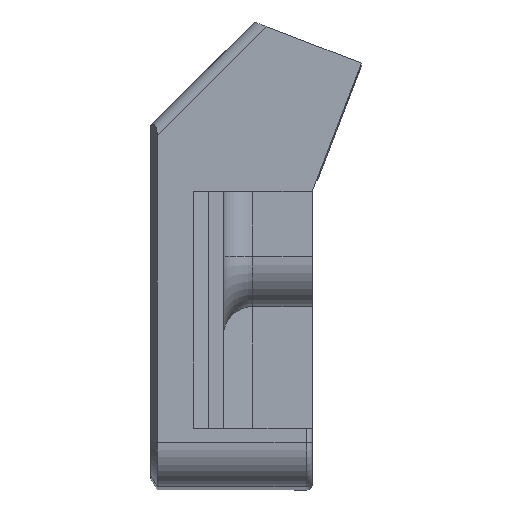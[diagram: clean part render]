
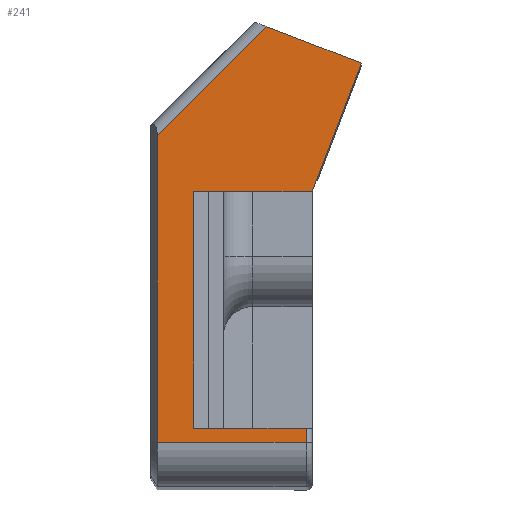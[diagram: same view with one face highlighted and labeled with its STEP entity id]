
A CAD part, top view. The second image highlights one B-rep face of the part: STEP entity #241.
In plain terms, the highlighted planar face has unit normal (0, 0, 1).
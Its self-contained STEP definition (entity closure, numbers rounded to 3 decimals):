
#40 = LINE ( 'NONE', #1142, #3431 ) ;
#62 = VECTOR ( 'NONE', #3354, 1000. ) ;
#195 = VERTEX_POINT ( 'NONE', #2640 ) ;
#203 = VERTEX_POINT ( 'NONE', #1473 ) ;
#241 = ADVANCED_FACE ( 'NONE', ( #3691 ), #3045, .F. ) ;
#367 = DIRECTION ( 'NONE',  ( 0., 1., 0. ) ) ;
#416 = VERTEX_POINT ( 'NONE', #4390 ) ;
#544 = VECTOR ( 'NONE', #4129, 1000. ) ;
#708 = CARTESIAN_POINT ( 'NONE',  ( 0., 9.972, 65.5 ) ) ;
#760 = EDGE_CURVE ( 'NONE', #416, #3209, #1508, .T. ) ;
#815 = EDGE_CURVE ( 'NONE', #2228, #203, #3743, .T. ) ;
#943 = VECTOR ( 'NONE', #3879, 1000. ) ;
#1111 = DIRECTION ( 'NONE',  ( 0., 1., 0. ) ) ;
#1115 = CARTESIAN_POINT ( 'NONE',  ( -4., 9.972, 65.5 ) ) ;
#1142 = CARTESIAN_POINT ( 'NONE',  ( -5.227, 0., 65.5 ) ) ;
#1143 = DIRECTION ( 'NONE',  ( -1., 0., 0. ) ) ;
#1389 = CARTESIAN_POINT ( 'NONE',  ( -1.544, 15.531, 65.5 ) ) ;
#1430 = VECTOR ( 'NONE', #3247, 1000. ) ;
#1473 = CARTESIAN_POINT ( 'NONE',  ( 1.661, 14.3, 65.5 ) ) ;
#1508 = LINE ( 'NONE', #1871, #2602 ) ;
#1569 = CARTESIAN_POINT ( 'NONE',  ( -3.5, 9.972, 65.5 ) ) ;
#1596 = CARTESIAN_POINT ( 'NONE',  ( 0., 9.972, 65.5 ) ) ;
#1603 = ORIENTED_EDGE ( 'NONE', *, *, #3113, .T. ) ;
#1661 = EDGE_CURVE ( 'NONE', #4680, #2228, #3534, .T. ) ;
#1721 = ORIENTED_EDGE ( 'NONE', *, *, #2603, .T. ) ;
#1788 = ORIENTED_EDGE ( 'NONE', *, *, #2846, .T. ) ;
#1841 = LINE ( 'NONE', #2619, #4497 ) ;
#1871 = CARTESIAN_POINT ( 'NONE',  ( -0.2, 0., 65.5 ) ) ;
#1965 = LINE ( 'NONE', #4235, #3834 ) ;
#2080 = VERTEX_POINT ( 'NONE', #2468 ) ;
#2110 = EDGE_CURVE ( 'NONE', #195, #416, #3293, .T. ) ;
#2119 = ORIENTED_EDGE ( 'NONE', *, *, #815, .T. ) ;
#2199 = CARTESIAN_POINT ( 'NONE',  ( 0., 0., 65.5 ) ) ;
#2211 = VECTOR ( 'NONE', #3426, 1000. ) ;
#2228 = VERTEX_POINT ( 'NONE', #1596 ) ;
#2327 = ORIENTED_EDGE ( 'NONE', *, *, #1661, .T. ) ;
#2375 = LINE ( 'NONE', #2724, #943 ) ;
#2412 = VERTEX_POINT ( 'NONE', #1389 ) ;
#2468 = CARTESIAN_POINT ( 'NONE',  ( -5.227, 11.847, 65.5 ) ) ;
#2536 = CARTESIAN_POINT ( 'NONE',  ( -4.945, 12.13, 65.5 ) ) ;
#2602 = VECTOR ( 'NONE', #1111, 1000. ) ;
#2603 = EDGE_CURVE ( 'NONE', #3209, #3618, #2375, .T. ) ;
#2619 = CARTESIAN_POINT ( 'NONE',  ( -4., 9.972, 65.5 ) ) ;
#2640 = CARTESIAN_POINT ( 'NONE',  ( -5.227, 1.5, 65.5 ) ) ;
#2724 = CARTESIAN_POINT ( 'NONE',  ( 0., 1.973, 65.5 ) ) ;
#2740 = CARTESIAN_POINT ( 'NONE',  ( -0.2, 1.973, 65.5 ) ) ;
#2842 = CARTESIAN_POINT ( 'NONE',  ( 0., 1.5, 65.5 ) ) ;
#2846 = EDGE_CURVE ( 'NONE', #3618, #4680, #1841, .T. ) ;
#3045 = PLANE ( 'NONE',  #4800 ) ;
#3048 = DIRECTION ( 'NONE',  ( -0.934, 0.358, 0. ) ) ;
#3113 = EDGE_CURVE ( 'NONE', #2412, #2080, #4401, .T. ) ;
#3195 = EDGE_LOOP ( 'NONE', ( #3667, #1603, #4336, #3924, #3369, #1721, #1788, #2327, #2119 ) ) ;
#3209 = VERTEX_POINT ( 'NONE', #2740 ) ;
#3247 = DIRECTION ( 'NONE',  ( 1., 0., 0. ) ) ;
#3293 = LINE ( 'NONE', #2842, #1430 ) ;
#3354 = DIRECTION ( 'NONE',  ( 0.358, 0.934, 0. ) ) ;
#3369 = ORIENTED_EDGE ( 'NONE', *, *, #760, .T. ) ;
#3426 = DIRECTION ( 'NONE',  ( 1., 0., 0. ) ) ;
#3431 = VECTOR ( 'NONE', #4154, 1000. ) ;
#3534 = LINE ( 'NONE', #1569, #2211 ) ;
#3618 = VERTEX_POINT ( 'NONE', #3818 ) ;
#3667 = ORIENTED_EDGE ( 'NONE', *, *, #4564, .T. ) ;
#3691 = FACE_OUTER_BOUND ( 'NONE', #3195, .T. ) ;
#3743 = LINE ( 'NONE', #708, #62 ) ;
#3818 = CARTESIAN_POINT ( 'NONE',  ( -4., 1.973, 65.5 ) ) ;
#3834 = VECTOR ( 'NONE', #3048, 1000. ) ;
#3879 = DIRECTION ( 'NONE',  ( -1., 0., 0. ) ) ;
#3924 = ORIENTED_EDGE ( 'NONE', *, *, #2110, .T. ) ;
#4073 = EDGE_CURVE ( 'NONE', #2080, #195, #40, .T. ) ;
#4092 = DIRECTION ( 'NONE',  ( 0., 0., -1. ) ) ;
#4129 = DIRECTION ( 'NONE',  ( -0.707, -0.707, 0. ) ) ;
#4154 = DIRECTION ( 'NONE',  ( 0., -1., 0. ) ) ;
#4235 = CARTESIAN_POINT ( 'NONE',  ( 1.451, 14.381, 65.5 ) ) ;
#4336 = ORIENTED_EDGE ( 'NONE', *, *, #4073, .T. ) ;
#4390 = CARTESIAN_POINT ( 'NONE',  ( -0.2, 1.5, 65.5 ) ) ;
#4401 = LINE ( 'NONE', #2536, #544 ) ;
#4497 = VECTOR ( 'NONE', #367, 1000. ) ;
#4564 = EDGE_CURVE ( 'NONE', #203, #2412, #1965, .T. ) ;
#4680 = VERTEX_POINT ( 'NONE', #1115 ) ;
#4800 = AXIS2_PLACEMENT_3D ( 'NONE', #2199, #4092, #1143 ) ;
